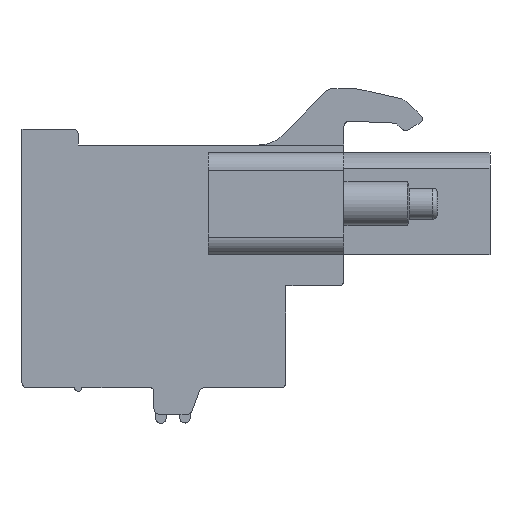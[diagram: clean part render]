
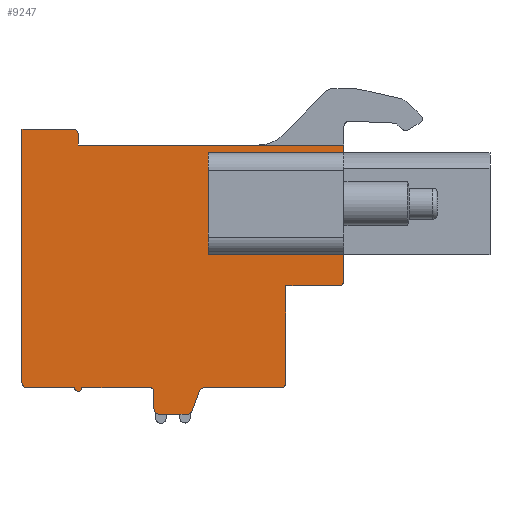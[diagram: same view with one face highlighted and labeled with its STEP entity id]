
A CAD part, left-side view. The second image highlights one B-rep face of the part: STEP entity #9247.
In plain terms, the highlighted planar face has unit normal (-1, 0, 0).
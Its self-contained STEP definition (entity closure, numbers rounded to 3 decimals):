
#1610=DIRECTION('',(0.,0.,1.));
#1611=VECTOR('',#1610,5.8);
#1612=CARTESIAN_POINT('',(-36.18,2.04,0.73));
#1613=LINE('',#1612,#1611);
#1662=DIRECTION('',(0.,0.,1.));
#1663=VECTOR('',#1662,5.8);
#1664=CARTESIAN_POINT('',(-36.18,-4.06,0.73));
#1665=LINE('',#1664,#1663);
#1666=DIRECTION('',(0.,1.,0.));
#1667=VECTOR('',#1666,6.1);
#1668=CARTESIAN_POINT('',(-36.18,-4.06,0.73));
#1669=LINE('',#1668,#1667);
#1670=DIRECTION('',(0.,1.,0.));
#1671=VECTOR('',#1670,6.1);
#1672=CARTESIAN_POINT('',(-36.18,-4.06,6.53));
#1673=LINE('',#1672,#1671);
#1674=CARTESIAN_POINT('',(-36.18,-5.36,-0.74));
#1675=DIRECTION('',(1.,0.,0.));
#1676=DIRECTION('',(0.,-1.,0.));
#1677=AXIS2_PLACEMENT_3D('',#1674,#1675,#1676);
#1679=DIRECTION('',(0.,-1.,0.));
#1680=VECTOR('',#1679,3.);
#1681=CARTESIAN_POINT('',(-36.18,-2.36,-1.04));
#1682=LINE('',#1681,#1680);
#1683=CARTESIAN_POINT('',(-36.18,-2.06,-6.54));
#1684=DIRECTION('',(1.,0.,0.));
#1685=DIRECTION('',(0.,-1.,0.));
#1686=AXIS2_PLACEMENT_3D('',#1683,#1684,#1685);
#1688=DIRECTION('',(0.,1.,0.));
#1689=VECTOR('',#1688,4.34);
#1690=CARTESIAN_POINT('',(-36.18,-2.06,-6.84));
#1691=LINE('',#1690,#1689);
#1692=CARTESIAN_POINT('',(-36.18,2.28,-7.14));
#1693=DIRECTION('',(-1.,0.,0.));
#1694=DIRECTION('',(0.,0.,1.));
#1695=AXIS2_PLACEMENT_3D('',#1692,#1693,#1694);
#1697=DIRECTION('',(0.,0.345,-0.939));
#1698=VECTOR('',#1697,1.179);
#1699=CARTESIAN_POINT('',(-36.18,2.562,-7.037));
#1700=LINE('',#1699,#1698);
#1701=CARTESIAN_POINT('',(-36.18,3.25,-8.04));
#1702=DIRECTION('',(1.,0.,0.));
#1703=DIRECTION('',(0.,-0.939,-0.345));
#1704=AXIS2_PLACEMENT_3D('',#1701,#1702,#1703);
#1706=DIRECTION('',(0.,1.,0.));
#1707=VECTOR('',#1706,1.59);
#1708=CARTESIAN_POINT('',(-36.18,3.25,-8.34));
#1709=LINE('',#1708,#1707);
#1710=CARTESIAN_POINT('',(-36.18,4.84,-8.04));
#1711=DIRECTION('',(1.,0.,0.));
#1712=DIRECTION('',(0.,0.,-1.));
#1713=AXIS2_PLACEMENT_3D('',#1710,#1711,#1712);
#1715=DIRECTION('',(0.,0.,1.));
#1716=VECTOR('',#1715,1.);
#1717=CARTESIAN_POINT('',(-36.18,5.14,-8.04));
#1718=LINE('',#1717,#1716);
#1719=CARTESIAN_POINT('',(-36.18,5.34,-7.04));
#1720=DIRECTION('',(-1.,0.,0.));
#1721=DIRECTION('',(0.,-1.,0.));
#1722=AXIS2_PLACEMENT_3D('',#1719,#1720,#1721);
#1724=DIRECTION('',(0.,1.,0.));
#1725=VECTOR('',#1724,3.9);
#1726=CARTESIAN_POINT('',(-36.18,5.34,-6.84));
#1727=LINE('',#1726,#1725);
#1728=CARTESIAN_POINT('',(-36.18,9.44,-6.84));
#1729=DIRECTION('',(1.,0.,0.));
#1730=DIRECTION('',(0.,-1.,0.));
#1731=AXIS2_PLACEMENT_3D('',#1728,#1729,#1730);
#1733=DIRECTION('',(0.,1.,0.));
#1734=VECTOR('',#1733,2.7);
#1735=CARTESIAN_POINT('',(-36.18,9.64,-6.84));
#1736=LINE('',#1735,#1734);
#1737=CARTESIAN_POINT('',(-36.18,12.34,-6.54));
#1738=DIRECTION('',(1.,0.,0.));
#1739=DIRECTION('',(0.,0.,-1.));
#1740=AXIS2_PLACEMENT_3D('',#1737,#1738,#1739);
#1742=DIRECTION('',(0.,0.,1.));
#1743=VECTOR('',#1742,14.4);
#1744=CARTESIAN_POINT('',(-36.18,12.64,-6.54));
#1745=LINE('',#1744,#1743);
#1746=DIRECTION('',(0.,-1.,0.));
#1747=VECTOR('',#1746,2.9);
#1748=CARTESIAN_POINT('',(-36.18,12.64,7.86));
#1749=LINE('',#1748,#1747);
#1750=CARTESIAN_POINT('',(-36.18,9.74,7.56));
#1751=DIRECTION('',(1.,0.,0.));
#1752=DIRECTION('',(0.,0.,1.));
#1753=AXIS2_PLACEMENT_3D('',#1750,#1751,#1752);
#1755=DIRECTION('',(0.,0.,-1.));
#1756=VECTOR('',#1755,0.6);
#1757=CARTESIAN_POINT('',(-36.18,9.44,7.56));
#1758=LINE('',#1757,#1756);
#1759=DIRECTION('',(0.,-1.,0.));
#1760=VECTOR('',#1759,15.1);
#1761=CARTESIAN_POINT('',(-36.18,9.44,6.96));
#1762=LINE('',#1761,#1760);
#1763=DIRECTION('',(0.,0.,-1.));
#1764=VECTOR('',#1763,7.7);
#1765=CARTESIAN_POINT('',(-36.18,-5.66,6.96));
#1766=LINE('',#1765,#1764);
#1779=DIRECTION('',(0.,0.,1.));
#1780=VECTOR('',#1779,5.5);
#1781=CARTESIAN_POINT('',(-36.18,-2.36,-6.54));
#1782=LINE('',#1781,#1780);
#5295=CARTESIAN_POINT('',(-36.18,9.44,6.96));
#5296=CARTESIAN_POINT('',(-36.18,-5.66,6.96));
#5297=VERTEX_POINT('',#5295);
#5298=VERTEX_POINT('',#5296);
#5299=CARTESIAN_POINT('',(-36.18,-2.36,-6.54));
#5300=CARTESIAN_POINT('',(-36.18,-2.06,-6.84));
#5301=VERTEX_POINT('',#5299);
#5302=VERTEX_POINT('',#5300);
#5303=CARTESIAN_POINT('',(-36.18,2.28,-6.84));
#5304=VERTEX_POINT('',#5303);
#5305=CARTESIAN_POINT('',(-36.18,2.562,-7.037));
#5306=VERTEX_POINT('',#5305);
#5307=CARTESIAN_POINT('',(-36.18,2.968,-8.143));
#5308=VERTEX_POINT('',#5307);
#5309=CARTESIAN_POINT('',(-36.18,3.25,-8.34));
#5310=VERTEX_POINT('',#5309);
#5311=CARTESIAN_POINT('',(-36.18,4.84,-8.34));
#5312=VERTEX_POINT('',#5311);
#5313=CARTESIAN_POINT('',(-36.18,5.14,-8.04));
#5314=VERTEX_POINT('',#5313);
#5315=CARTESIAN_POINT('',(-36.18,5.14,-7.04));
#5316=VERTEX_POINT('',#5315);
#5317=CARTESIAN_POINT('',(-36.18,5.34,-6.84));
#5318=VERTEX_POINT('',#5317);
#5319=CARTESIAN_POINT('',(-36.18,9.24,-6.84));
#5320=VERTEX_POINT('',#5319);
#5321=CARTESIAN_POINT('',(-36.18,9.64,-6.84));
#5322=VERTEX_POINT('',#5321);
#5323=CARTESIAN_POINT('',(-36.18,12.34,-6.84));
#5324=VERTEX_POINT('',#5323);
#5325=CARTESIAN_POINT('',(-36.18,12.64,-6.54));
#5326=VERTEX_POINT('',#5325);
#5327=CARTESIAN_POINT('',(-36.18,12.64,7.86));
#5328=VERTEX_POINT('',#5327);
#5329=CARTESIAN_POINT('',(-36.18,9.74,7.86));
#5330=VERTEX_POINT('',#5329);
#5331=CARTESIAN_POINT('',(-36.18,9.44,7.56));
#5332=VERTEX_POINT('',#5331);
#6601=CARTESIAN_POINT('',(-36.18,2.04,0.73));
#6602=CARTESIAN_POINT('',(-36.18,2.04,6.53));
#6603=VERTEX_POINT('',#6601);
#6604=VERTEX_POINT('',#6602);
#6637=CARTESIAN_POINT('',(-36.18,-4.06,0.73));
#6638=CARTESIAN_POINT('',(-36.18,-4.06,6.53));
#6639=VERTEX_POINT('',#6637);
#6640=VERTEX_POINT('',#6638);
#6883=CARTESIAN_POINT('',(-36.18,-5.66,-0.74));
#6884=VERTEX_POINT('',#6883);
#6885=CARTESIAN_POINT('',(-36.18,-2.36,-1.04));
#6886=VERTEX_POINT('',#6885);
#6887=CARTESIAN_POINT('',(-36.18,-5.36,-1.04));
#6888=VERTEX_POINT('',#6887);
#9191=CARTESIAN_POINT('',(-36.18,0.,0.));
#9192=DIRECTION('',(1.,0.,0.));
#9193=DIRECTION('',(0.,-1.,0.));
#9194=AXIS2_PLACEMENT_3D('',#9191,#9192,#9193);
#9195=PLANE('',#9194);
#9197=ORIENTED_EDGE('',*,*,#9196,.T.);
#9199=ORIENTED_EDGE('',*,*,#9198,.F.);
#9201=ORIENTED_EDGE('',*,*,#9200,.F.);
#9203=ORIENTED_EDGE('',*,*,#9202,.T.);
#9205=ORIENTED_EDGE('',*,*,#9204,.T.);
#9207=ORIENTED_EDGE('',*,*,#9206,.T.);
#9209=ORIENTED_EDGE('',*,*,#9208,.T.);
#9211=ORIENTED_EDGE('',*,*,#9210,.T.);
#9213=ORIENTED_EDGE('',*,*,#9212,.T.);
#9215=ORIENTED_EDGE('',*,*,#9214,.T.);
#9217=ORIENTED_EDGE('',*,*,#9216,.T.);
#9219=ORIENTED_EDGE('',*,*,#9218,.T.);
#9221=ORIENTED_EDGE('',*,*,#9220,.T.);
#9223=ORIENTED_EDGE('',*,*,#9222,.T.);
#9225=ORIENTED_EDGE('',*,*,#9224,.T.);
#9227=ORIENTED_EDGE('',*,*,#9226,.T.);
#9229=ORIENTED_EDGE('',*,*,#9228,.T.);
#9231=ORIENTED_EDGE('',*,*,#9230,.T.);
#9233=ORIENTED_EDGE('',*,*,#9232,.T.);
#9235=ORIENTED_EDGE('',*,*,#9234,.T.);
#9237=ORIENTED_EDGE('',*,*,#9236,.T.);
#9238=ORIENTED_EDGE('',*,*,#7082,.T.);
#9239=EDGE_LOOP('',(#9197,#9199,#9201,#9203,#9205,#9207,#9209,#9211,#9213,#9215,
#9217,#9219,#9221,#9223,#9225,#9227,#9229,#9231,#9233,#9235,#9237,#9238));
#9240=FACE_OUTER_BOUND('',#9239,.F.);
#9241=ORIENTED_EDGE('',*,*,#9157,.F.);
#9242=ORIENTED_EDGE('',*,*,#9183,.T.);
#9243=ORIENTED_EDGE('',*,*,#9086,.T.);
#9244=ORIENTED_EDGE('',*,*,#9118,.F.);
#9245=EDGE_LOOP('',(#9241,#9242,#9243,#9244));
#9246=FACE_BOUND('',#9245,.F.);
#9247=ADVANCED_FACE('',(#9240,#9246),#9195,.F.);
#1678=CIRCLE('',#1677,0.3);
#1687=CIRCLE('',#1686,0.3);
#1696=CIRCLE('',#1695,0.3);
#1705=CIRCLE('',#1704,0.3);
#1714=CIRCLE('',#1713,0.3);
#1723=CIRCLE('',#1722,0.2);
#1732=CIRCLE('',#1731,0.2);
#1741=CIRCLE('',#1740,0.3);
#1754=CIRCLE('',#1753,0.3);
#7082=EDGE_CURVE('',#5298,#6884,#1766,.T.);
#9086=EDGE_CURVE('',#6640,#6604,#1673,.T.);
#9118=EDGE_CURVE('',#6603,#6604,#1613,.T.);
#9157=EDGE_CURVE('',#6639,#6603,#1669,.T.);
#9183=EDGE_CURVE('',#6639,#6640,#1665,.T.);
#9196=EDGE_CURVE('',#6884,#6888,#1678,.T.);
#9198=EDGE_CURVE('',#6886,#6888,#1682,.T.);
#9200=EDGE_CURVE('',#5301,#6886,#1782,.T.);
#9202=EDGE_CURVE('',#5301,#5302,#1687,.T.);
#9204=EDGE_CURVE('',#5302,#5304,#1691,.T.);
#9206=EDGE_CURVE('',#5304,#5306,#1696,.T.);
#9208=EDGE_CURVE('',#5306,#5308,#1700,.T.);
#9210=EDGE_CURVE('',#5308,#5310,#1705,.T.);
#9212=EDGE_CURVE('',#5310,#5312,#1709,.T.);
#9214=EDGE_CURVE('',#5312,#5314,#1714,.T.);
#9216=EDGE_CURVE('',#5314,#5316,#1718,.T.);
#9218=EDGE_CURVE('',#5316,#5318,#1723,.T.);
#9220=EDGE_CURVE('',#5318,#5320,#1727,.T.);
#9222=EDGE_CURVE('',#5320,#5322,#1732,.T.);
#9224=EDGE_CURVE('',#5322,#5324,#1736,.T.);
#9226=EDGE_CURVE('',#5324,#5326,#1741,.T.);
#9228=EDGE_CURVE('',#5326,#5328,#1745,.T.);
#9230=EDGE_CURVE('',#5328,#5330,#1749,.T.);
#9232=EDGE_CURVE('',#5330,#5332,#1754,.T.);
#9234=EDGE_CURVE('',#5332,#5297,#1758,.T.);
#9236=EDGE_CURVE('',#5297,#5298,#1762,.T.);
